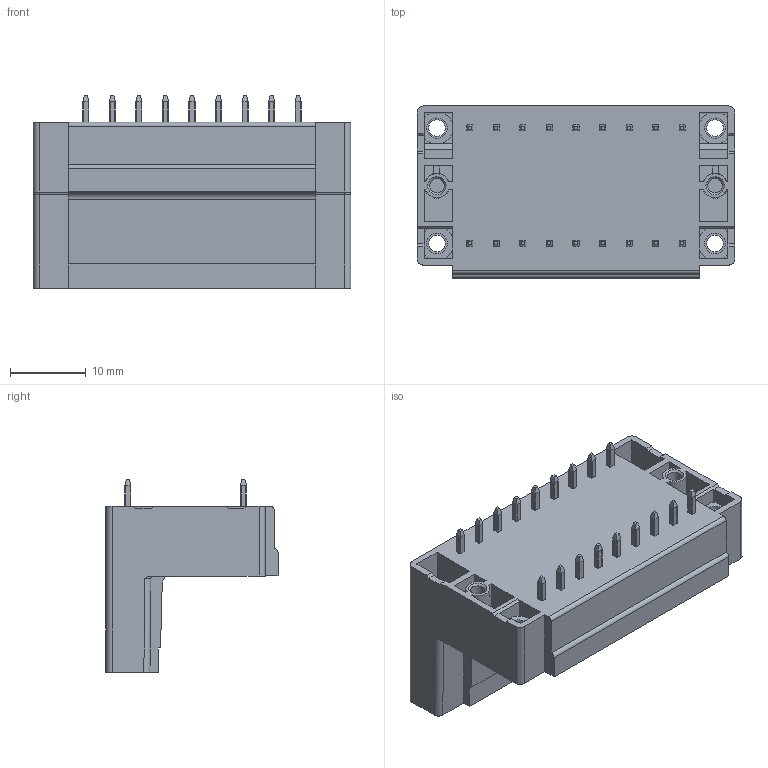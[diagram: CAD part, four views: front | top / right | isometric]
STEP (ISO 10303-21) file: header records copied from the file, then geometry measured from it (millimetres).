
FILE_DESCRIPTION((''),'2;1');
FILE_NAME('TLPHDW-005-1','2024-09-23T09:30:46',('sheji109'),(''),'CREO PARAMETRIC BY PTC INC, 2018100','CREO PARAMETRIC BY PTC INC, 2018100','');
FILE_SCHEMA(('CONFIG_CONTROL_DESIGN'));
Length unit declared in the file: millimetre
Products named in the file (1): TLPHDW-005-1
Bounding box: 41.9 x 22.7 x 25.4 mm (x, y, z)
Volume: 9051.2 mm3; surface area: 9249.6 mm2
Topology: 1 solids, 1 shells, 1602 faces, 4454 edges, 2940 vertices
Faces by surface type: plane 1069, cylinder 397, cone 98, torus 36, bspline 2
Entity records: 51698 total; most frequent: CARTESIAN_POINT 10400, ORIENTED_EDGE 8908, DIRECTION 8200, EDGE_CURVE 4454, VECTOR 3204, LINE 3204, VERTEX_POINT 2940, AXIS2_PLACEMENT_3D 2498
